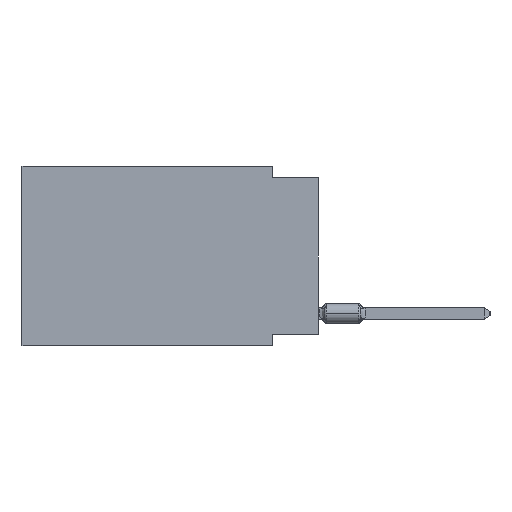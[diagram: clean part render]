
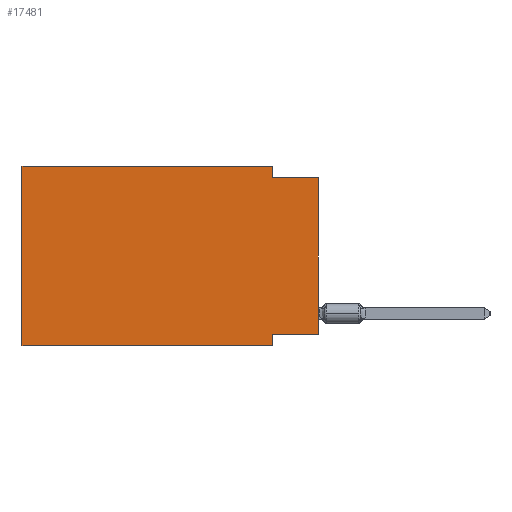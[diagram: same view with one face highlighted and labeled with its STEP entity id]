
A CAD part, left-side view. The second image highlights one B-rep face of the part: STEP entity #17481.
In plain terms, the highlighted planar face has unit normal (-1, 0, 0).
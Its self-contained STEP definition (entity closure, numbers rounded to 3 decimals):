
#182 = LINE ( 'NONE', #9623, #1064 ) ;
#188 = LINE ( 'NONE', #9630, #15666 ) ;
#389 = VERTEX_POINT ( 'NONE', #15418 ) ;
#1064 = VECTOR ( 'NONE', #28490, 1000. ) ;
#1371 = LINE ( 'NONE', #29096, #25139 ) ;
#3243 = CARTESIAN_POINT ( 'NONE',  ( 0., 0., -9.271 ) ) ;
#3250 = VERTEX_POINT ( 'NONE', #29273 ) ;
#3707 = LINE ( 'NONE', #27389, #14694 ) ;
#4020 = ORIENTED_EDGE ( 'NONE', *, *, #26821, .F. ) ;
#4446 = CARTESIAN_POINT ( 'NONE',  ( 0., 0., 0. ) ) ;
#5588 = DIRECTION ( 'NONE',  ( 0., 1., 0. ) ) ;
#6182 = CARTESIAN_POINT ( 'NONE',  ( 0., 0., -0.635 ) ) ;
#6185 = DIRECTION ( 'NONE',  ( 0., 0., 1. ) ) ;
#6539 = CARTESIAN_POINT ( 'NONE',  ( 0., 2.54, 0. ) ) ;
#6693 = DIRECTION ( 'NONE',  ( 0., -1., 0. ) ) ;
#6983 = VERTEX_POINT ( 'NONE', #8985 ) ;
#7200 = EDGE_CURVE ( 'NONE', #16922, #21937, #14714, .T. ) ;
#7433 = EDGE_LOOP ( 'NONE', ( #26231, #4020, #23158, #20024, #19363, #15690, #25409, #17643 ) ) ;
#7557 = CARTESIAN_POINT ( 'NONE',  ( 0., 16.383, 0. ) ) ;
#7576 = CARTESIAN_POINT ( 'NONE',  ( 0., 16.383, 0. ) ) ;
#8006 = EDGE_CURVE ( 'NONE', #14091, #17124, #188, .T. ) ;
#8662 = CARTESIAN_POINT ( 'NONE',  ( 0., 16.383, -9.906 ) ) ;
#8985 = CARTESIAN_POINT ( 'NONE',  ( 0., 2.54, -0.635 ) ) ;
#9623 = CARTESIAN_POINT ( 'NONE',  ( 0., 2.54, -9.906 ) ) ;
#9630 = CARTESIAN_POINT ( 'NONE',  ( 0., 16.383, -9.906 ) ) ;
#9990 = VECTOR ( 'NONE', #5588, 1000. ) ;
#10185 = DIRECTION ( 'NONE',  ( 1., 0., 0. ) ) ;
#10282 = EDGE_CURVE ( 'NONE', #14091, #16922, #3707, .T. ) ;
#10820 = DIRECTION ( 'NONE',  ( 0., 0., -1. ) ) ;
#12362 = FACE_OUTER_BOUND ( 'NONE', #7433, .T. ) ;
#12831 = CARTESIAN_POINT ( 'NONE',  ( 0., 0., -0.635 ) ) ;
#14000 = VERTEX_POINT ( 'NONE', #6182 ) ;
#14091 = VERTEX_POINT ( 'NONE', #8662 ) ;
#14694 = VECTOR ( 'NONE', #6185, 1000. ) ;
#14714 = LINE ( 'NONE', #7576, #25939 ) ;
#15418 = CARTESIAN_POINT ( 'NONE',  ( 0., 0., -9.271 ) ) ;
#15666 = VECTOR ( 'NONE', #6693, 1000. ) ;
#15690 = ORIENTED_EDGE ( 'NONE', *, *, #8006, .T. ) ;
#16922 = VERTEX_POINT ( 'NONE', #21378 ) ;
#17015 = DIRECTION ( 'NONE',  ( 0., 0., -1. ) ) ;
#17124 = VERTEX_POINT ( 'NONE', #20723 ) ;
#17321 = PLANE ( 'NONE',  #22303 ) ;
#17481 = ADVANCED_FACE ( 'NONE', ( #12362 ), #17321, .F. ) ;
#17643 = ORIENTED_EDGE ( 'NONE', *, *, #18180, .F. ) ;
#18139 = EDGE_CURVE ( 'NONE', #3250, #17124, #182, .T. ) ;
#18180 = EDGE_CURVE ( 'NONE', #389, #3250, #26786, .T. ) ;
#18545 = DIRECTION ( 'NONE',  ( 0., 0., 1. ) ) ;
#18915 = EDGE_CURVE ( 'NONE', #389, #14000, #30127, .T. ) ;
#19199 = DIRECTION ( 'NONE',  ( 0., -1., 0. ) ) ;
#19363 = ORIENTED_EDGE ( 'NONE', *, *, #10282, .F. ) ;
#20024 = ORIENTED_EDGE ( 'NONE', *, *, #7200, .F. ) ;
#20597 = EDGE_CURVE ( 'NONE', #21937, #6983, #1371, .T. ) ;
#20723 = CARTESIAN_POINT ( 'NONE',  ( 0., 2.54, -9.906 ) ) ;
#20906 = VECTOR ( 'NONE', #22105, 1000. ) ;
#21378 = CARTESIAN_POINT ( 'NONE',  ( 0., 16.383, 0. ) ) ;
#21937 = VERTEX_POINT ( 'NONE', #6539 ) ;
#22105 = DIRECTION ( 'NONE',  ( 0., -1., 0. ) ) ;
#22303 = AXIS2_PLACEMENT_3D ( 'NONE', #7557, #10185, #17015 ) ;
#23158 = ORIENTED_EDGE ( 'NONE', *, *, #20597, .F. ) ;
#23223 = VECTOR ( 'NONE', #18545, 1000. ) ;
#25139 = VECTOR ( 'NONE', #10820, 1000. ) ;
#25409 = ORIENTED_EDGE ( 'NONE', *, *, #18139, .F. ) ;
#25939 = VECTOR ( 'NONE', #19199, 1000. ) ;
#26231 = ORIENTED_EDGE ( 'NONE', *, *, #18915, .T. ) ;
#26786 = LINE ( 'NONE', #3243, #9990 ) ;
#26821 = EDGE_CURVE ( 'NONE', #6983, #14000, #28775, .T. ) ;
#27389 = CARTESIAN_POINT ( 'NONE',  ( 0., 16.383, 0. ) ) ;
#28490 = DIRECTION ( 'NONE',  ( 0., 0., -1. ) ) ;
#28775 = LINE ( 'NONE', #12831, #20906 ) ;
#29096 = CARTESIAN_POINT ( 'NONE',  ( 0., 2.54, 0. ) ) ;
#29273 = CARTESIAN_POINT ( 'NONE',  ( 0., 2.54, -9.271 ) ) ;
#30127 = LINE ( 'NONE', #4446, #23223 ) ;
